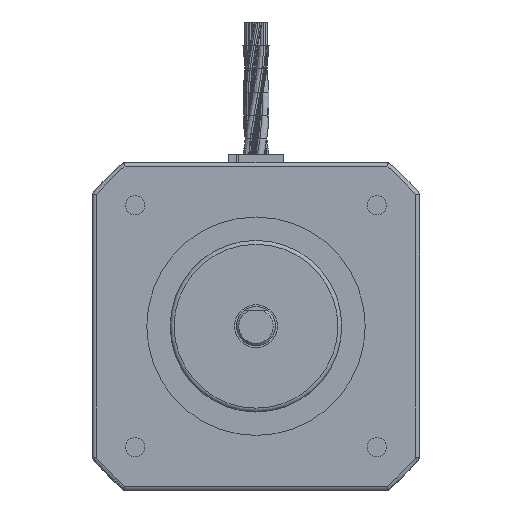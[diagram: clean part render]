
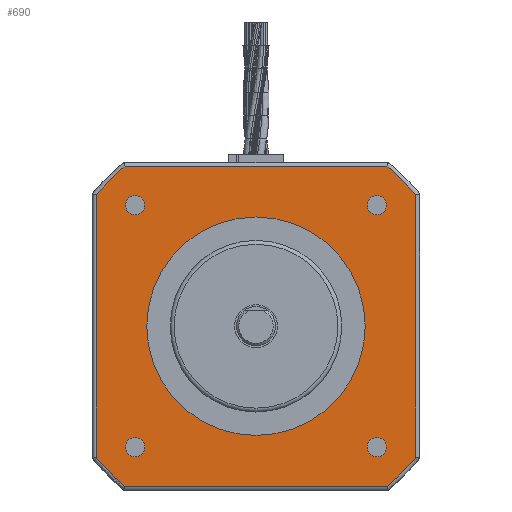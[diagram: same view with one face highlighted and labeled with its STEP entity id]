
A CAD part, front view. The second image highlights one B-rep face of the part: STEP entity #690.
In plain terms, the highlighted planar face has unit normal (0, -1, 0).
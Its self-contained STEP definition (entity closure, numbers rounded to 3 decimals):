
#210 = VERTEX_POINT('',#211);
#211 = CARTESIAN_POINT('',(20.5,-10.5,-16.793));
#236 = EDGE_CURVE('',#210,#237,#239,.T.);
#237 = VERTEX_POINT('',#238);
#238 = CARTESIAN_POINT('',(20.5,-10.5,16.793));
#239 = LINE('',#240,#241);
#240 = CARTESIAN_POINT('',(20.5,-10.5,-16.971));
#241 = VECTOR('',#242,1.);
#242 = DIRECTION('',(0.,0.,1.));
#571 = VERTEX_POINT('',#572);
#572 = CARTESIAN_POINT('',(16.793,-10.5,20.5));
#597 = EDGE_CURVE('',#237,#571,#598,.T.);
#598 = CIRCLE('',#599,26.5);
#599 = AXIS2_PLACEMENT_3D('',#600,#601,#602);
#600 = CARTESIAN_POINT('',(-0.,-10.5,0.));
#601 = DIRECTION('',(0.,-1.,0.));
#602 = DIRECTION('',(0.778,0.,0.629));
#655 = VERTEX_POINT('',#656);
#656 = CARTESIAN_POINT('',(16.793,-10.5,-20.5));
#677 = EDGE_CURVE('',#655,#210,#678,.T.);
#678 = CIRCLE('',#679,26.5);
#679 = AXIS2_PLACEMENT_3D('',#680,#681,#682);
#680 = CARTESIAN_POINT('',(-0.,-10.5,0.));
#681 = DIRECTION('',(0.,-1.,0.));
#682 = DIRECTION('',(0.629,0.,-0.778)
  );
#690 = ADVANCED_FACE('',(#691,#736,#747,#758,#769,#780),#791,.T.);
#691 = FACE_BOUND('',#692,.T.);
#692 = EDGE_LOOP('',(#693,#701,#710,#718,#727,#733,#734,#735));
#693 = ORIENTED_EDGE('',*,*,#694,.T.);
#694 = EDGE_CURVE('',#571,#695,#697,.T.);
#695 = VERTEX_POINT('',#696);
#696 = CARTESIAN_POINT('',(-16.793,-10.5,20.5));
#697 = LINE('',#698,#699);
#698 = CARTESIAN_POINT('',(16.971,-10.5,20.5));
#699 = VECTOR('',#700,1.);
#700 = DIRECTION('',(-1.,0.,0.));
#701 = ORIENTED_EDGE('',*,*,#702,.T.);
#702 = EDGE_CURVE('',#695,#703,#705,.T.);
#703 = VERTEX_POINT('',#704);
#704 = CARTESIAN_POINT('',(-20.5,-10.5,16.793));
#705 = CIRCLE('',#706,26.5);
#706 = AXIS2_PLACEMENT_3D('',#707,#708,#709);
#707 = CARTESIAN_POINT('',(-0.,-10.5,0.));
#708 = DIRECTION('',(0.,-1.,0.));
#709 = DIRECTION('',(-0.629,0.,0.778)
  );
#710 = ORIENTED_EDGE('',*,*,#711,.T.);
#711 = EDGE_CURVE('',#703,#712,#714,.T.);
#712 = VERTEX_POINT('',#713);
#713 = CARTESIAN_POINT('',(-20.5,-10.5,-16.793));
#714 = LINE('',#715,#716);
#715 = CARTESIAN_POINT('',(-20.5,-10.5,16.971));
#716 = VECTOR('',#717,1.);
#717 = DIRECTION('',(0.,0.,-1.));
#718 = ORIENTED_EDGE('',*,*,#719,.T.);
#719 = EDGE_CURVE('',#712,#720,#722,.T.);
#720 = VERTEX_POINT('',#721);
#721 = CARTESIAN_POINT('',(-16.793,-10.5,-20.5));
#722 = CIRCLE('',#723,26.5);
#723 = AXIS2_PLACEMENT_3D('',#724,#725,#726);
#724 = CARTESIAN_POINT('',(-0.,-10.5,0.));
#725 = DIRECTION('',(0.,-1.,0.));
#726 = DIRECTION('',(-0.778,0.,-0.629
    ));
#727 = ORIENTED_EDGE('',*,*,#728,.T.);
#728 = EDGE_CURVE('',#720,#655,#729,.T.);
#729 = LINE('',#730,#731);
#730 = CARTESIAN_POINT('',(-16.971,-10.5,-20.5));
#731 = VECTOR('',#732,1.);
#732 = DIRECTION('',(1.,0.,0.));
#733 = ORIENTED_EDGE('',*,*,#677,.T.);
#734 = ORIENTED_EDGE('',*,*,#236,.T.);
#735 = ORIENTED_EDGE('',*,*,#597,.T.);
#736 = FACE_BOUND('',#737,.T.);
#737 = EDGE_LOOP('',(#738));
#738 = ORIENTED_EDGE('',*,*,#739,.F.);
#739 = EDGE_CURVE('',#740,#740,#742,.T.);
#740 = VERTEX_POINT('',#741);
#741 = CARTESIAN_POINT('',(-14.27,-10.5,15.5));
#742 = CIRCLE('',#743,1.23);
#743 = AXIS2_PLACEMENT_3D('',#744,#745,#746);
#744 = CARTESIAN_POINT('',(-15.5,-10.5,15.5));
#745 = DIRECTION('',(0.,-1.,0.));
#746 = DIRECTION('',(1.,0.,0.));
#747 = FACE_BOUND('',#748,.T.);
#748 = EDGE_LOOP('',(#749));
#749 = ORIENTED_EDGE('',*,*,#750,.F.);
#750 = EDGE_CURVE('',#751,#751,#753,.T.);
#751 = VERTEX_POINT('',#752);
#752 = CARTESIAN_POINT('',(-14.27,-10.5,-15.5));
#753 = CIRCLE('',#754,1.23);
#754 = AXIS2_PLACEMENT_3D('',#755,#756,#757);
#755 = CARTESIAN_POINT('',(-15.5,-10.5,-15.5));
#756 = DIRECTION('',(0.,-1.,0.));
#757 = DIRECTION('',(1.,0.,0.));
#758 = FACE_BOUND('',#759,.T.);
#759 = EDGE_LOOP('',(#760));
#760 = ORIENTED_EDGE('',*,*,#761,.F.);
#761 = EDGE_CURVE('',#762,#762,#764,.T.);
#762 = VERTEX_POINT('',#763);
#763 = CARTESIAN_POINT('',(14.,-10.5,0.));
#764 = CIRCLE('',#765,14.);
#765 = AXIS2_PLACEMENT_3D('',#766,#767,#768);
#766 = CARTESIAN_POINT('',(0.,-10.5,0.));
#767 = DIRECTION('',(0.,-1.,0.));
#768 = DIRECTION('',(1.,0.,0.));
#769 = FACE_BOUND('',#770,.T.);
#770 = EDGE_LOOP('',(#771));
#771 = ORIENTED_EDGE('',*,*,#772,.F.);
#772 = EDGE_CURVE('',#773,#773,#775,.T.);
#773 = VERTEX_POINT('',#774);
#774 = CARTESIAN_POINT('',(16.73,-10.5,15.5));
#775 = CIRCLE('',#776,1.23);
#776 = AXIS2_PLACEMENT_3D('',#777,#778,#779);
#777 = CARTESIAN_POINT('',(15.5,-10.5,15.5));
#778 = DIRECTION('',(0.,-1.,0.));
#779 = DIRECTION('',(1.,0.,0.));
#780 = FACE_BOUND('',#781,.T.);
#781 = EDGE_LOOP('',(#782));
#782 = ORIENTED_EDGE('',*,*,#783,.F.);
#783 = EDGE_CURVE('',#784,#784,#786,.T.);
#784 = VERTEX_POINT('',#785);
#785 = CARTESIAN_POINT('',(16.73,-10.5,-15.5));
#786 = CIRCLE('',#787,1.23);
#787 = AXIS2_PLACEMENT_3D('',#788,#789,#790);
#788 = CARTESIAN_POINT('',(15.5,-10.5,-15.5));
#789 = DIRECTION('',(0.,-1.,0.));
#790 = DIRECTION('',(1.,0.,0.));
#791 = PLANE('',#792);
#792 = AXIS2_PLACEMENT_3D('',#793,#794,#795);
#793 = CARTESIAN_POINT('',(0.,-10.5,0.));
#794 = DIRECTION('',(0.,-1.,0.));
#795 = DIRECTION('',(0.,0.,-1.));
